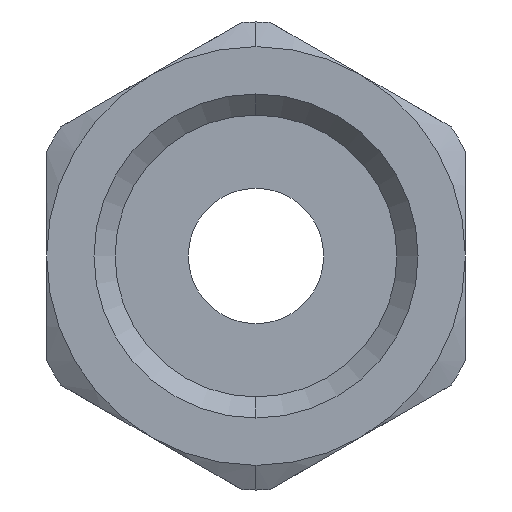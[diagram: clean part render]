
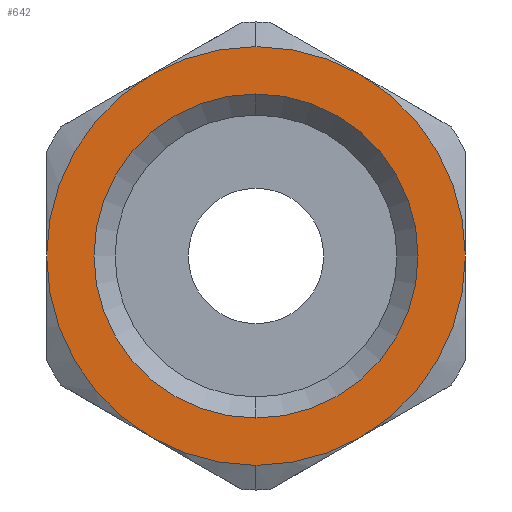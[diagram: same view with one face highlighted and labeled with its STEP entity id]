
A CAD part, left-side view. The second image highlights one B-rep face of the part: STEP entity #642.
In plain terms, the highlighted planar face has unit normal (-1, 0, 0).
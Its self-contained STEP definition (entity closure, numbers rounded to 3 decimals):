
#34=CARTESIAN_POINT('',(0.,0.,8.5));
#35=VERTEX_POINT('',#34);
#42=CARTESIAN_POINT('',(0.,-4.25,7.361));
#43=VERTEX_POINT('',#42);
#44=CARTESIAN_POINT('',(0.,0.,0.));
#45=DIRECTION('',(1.,0.,0.));
#46=DIRECTION('',(0.,0.,-1.));
#47=AXIS2_PLACEMENT_3D('',#44,#45,#46);
#48=CIRCLE('',#47,8.5);
#49=EDGE_CURVE('',#35,#43,#48,.T.);
#75=CARTESIAN_POINT('',(0.,4.25,-7.361));
#76=VERTEX_POINT('',#75);
#77=CARTESIAN_POINT('',(-0.,8.5,0.));
#78=VERTEX_POINT('',#77);
#79=CARTESIAN_POINT('',(0.,0.,0.));
#80=DIRECTION('',(1.,0.,0.));
#81=DIRECTION('',(0.,0.,-1.));
#82=AXIS2_PLACEMENT_3D('',#79,#80,#81);
#83=CIRCLE('',#82,8.5);
#84=EDGE_CURVE('',#76,#78,#83,.T.);
#121=CARTESIAN_POINT('',(-0.,-0.,-8.5));
#122=VERTEX_POINT('',#121);
#129=CARTESIAN_POINT('',(0.,0.,0.));
#130=DIRECTION('',(1.,0.,0.));
#131=DIRECTION('',(0.,0.,-1.));
#132=AXIS2_PLACEMENT_3D('',#129,#130,#131);
#133=CIRCLE('',#132,8.5);
#134=EDGE_CURVE('',#122,#76,#133,.T.);
#160=CARTESIAN_POINT('',(-0.,-8.5,0.));
#161=VERTEX_POINT('',#160);
#162=CARTESIAN_POINT('',(-0.,-4.25,-7.361));
#163=VERTEX_POINT('',#162);
#164=CARTESIAN_POINT('',(0.,0.,0.));
#165=DIRECTION('',(1.,0.,0.));
#166=DIRECTION('',(0.,0.,-1.));
#167=AXIS2_PLACEMENT_3D('',#164,#165,#166);
#168=CIRCLE('',#167,8.5);
#169=EDGE_CURVE('',#161,#163,#168,.T.);
#204=CARTESIAN_POINT('',(0.,0.,0.));
#205=DIRECTION('',(1.,0.,0.));
#206=DIRECTION('',(0.,0.,-1.));
#207=AXIS2_PLACEMENT_3D('',#204,#205,#206);
#208=CIRCLE('',#207,8.5);
#209=EDGE_CURVE('',#43,#161,#208,.T.);
#587=CARTESIAN_POINT('',(0.,0.,0.));
#588=DIRECTION('',(1.,0.,0.));
#589=DIRECTION('',(0.,0.,-1.));
#590=AXIS2_PLACEMENT_3D('',#587,#588,#589);
#591=PLANE('',#590);
#592=CARTESIAN_POINT('',(-0.,4.25,7.361));
#593=VERTEX_POINT('',#592);
#594=CARTESIAN_POINT('',(0.,0.,0.));
#595=DIRECTION('',(1.,0.,0.));
#596=DIRECTION('',(0.,0.,-1.));
#597=AXIS2_PLACEMENT_3D('',#594,#595,#596);
#598=CIRCLE('',#597,8.5);
#599=EDGE_CURVE('',#78,#593,#598,.T.);
#600=ORIENTED_EDGE('',*,*,#599,.F.);
#601=ORIENTED_EDGE('',*,*,#84,.F.);
#602=ORIENTED_EDGE('',*,*,#134,.F.);
#603=CARTESIAN_POINT('',(0.,0.,0.));
#604=DIRECTION('',(1.,0.,0.));
#605=DIRECTION('',(0.,0.,-1.));
#606=AXIS2_PLACEMENT_3D('',#603,#604,#605);
#607=CIRCLE('',#606,8.5);
#608=EDGE_CURVE('',#163,#122,#607,.T.);
#609=ORIENTED_EDGE('',*,*,#608,.F.);
#610=ORIENTED_EDGE('',*,*,#169,.F.);
#611=ORIENTED_EDGE('',*,*,#209,.F.);
#612=ORIENTED_EDGE('',*,*,#49,.F.);
#613=CARTESIAN_POINT('',(0.,0.,0.));
#614=DIRECTION('',(1.,0.,0.));
#615=DIRECTION('',(0.,0.,-1.));
#616=AXIS2_PLACEMENT_3D('',#613,#614,#615);
#617=CIRCLE('',#616,8.5);
#618=EDGE_CURVE('',#593,#35,#617,.T.);
#619=ORIENTED_EDGE('',*,*,#618,.F.);
#620=EDGE_LOOP('',(#600,#601,#602,#609,#610,#611,#612,#619));
#621=FACE_BOUND('',#620,.T.);
#622=CARTESIAN_POINT('',(0.,-0.,-6.579));
#623=VERTEX_POINT('',#622);
#624=CARTESIAN_POINT('',(0.,0.,6.579));
#625=VERTEX_POINT('',#624);
#626=CARTESIAN_POINT('',(0.,0.,0.));
#627=DIRECTION('',(1.,0.,0.));
#628=DIRECTION('',(0.,0.,-1.));
#629=AXIS2_PLACEMENT_3D('',#626,#627,#628);
#630=CIRCLE('',#629,6.579);
#631=EDGE_CURVE('',#623,#625,#630,.T.);
#632=ORIENTED_EDGE('',*,*,#631,.T.);
#633=CARTESIAN_POINT('',(0.,0.,0.));
#634=DIRECTION('',(1.,0.,0.));
#635=DIRECTION('',(0.,0.,-1.));
#636=AXIS2_PLACEMENT_3D('',#633,#634,#635);
#637=CIRCLE('',#636,6.579);
#638=EDGE_CURVE('',#625,#623,#637,.T.);
#639=ORIENTED_EDGE('',*,*,#638,.T.);
#640=EDGE_LOOP('',(#632,#639));
#641=FACE_BOUND('',#640,.T.);
#642=ADVANCED_FACE('',(#621,#641),#591,.F.);
